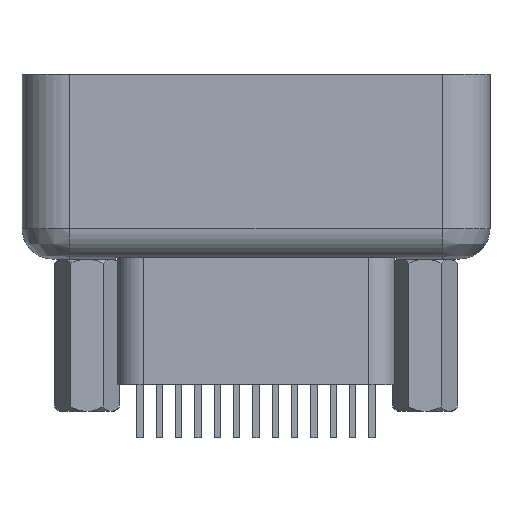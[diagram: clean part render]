
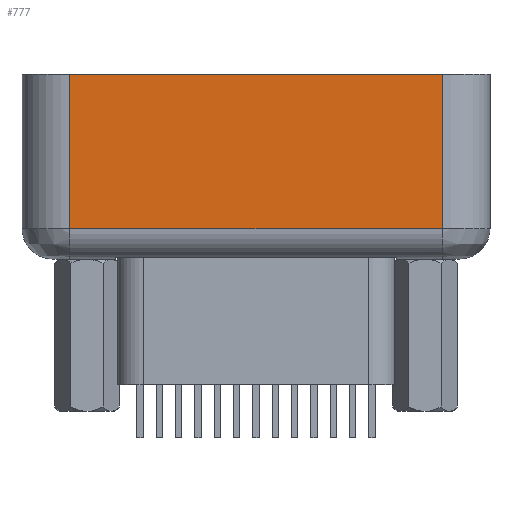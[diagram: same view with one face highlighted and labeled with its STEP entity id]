
A CAD part, left-side view. The second image highlights one B-rep face of the part: STEP entity #777.
In plain terms, the highlighted planar face has unit normal (-1, 0, 0).
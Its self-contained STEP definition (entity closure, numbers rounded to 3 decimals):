
#173=CARTESIAN_POINT('',(-9.7,-18.35,18.0));
#174=VERTEX_POINT('',#173);
#182=CARTESIAN_POINT('',(-9.7,18.35,18.0));
#183=VERTEX_POINT('',#182);
#184=CARTESIAN_POINT('',(-9.7,-18.35,18.0));
#185=DIRECTION('',(0.0,1.0,0.0));
#186=VECTOR('',#185,36.7);
#187=LINE('',#184,#186);
#188=EDGE_CURVE('',#174,#183,#187,.T.);
#735=CARTESIAN_POINT('',(-9.7,18.35,33.2));
#736=VERTEX_POINT('',#735);
#737=CARTESIAN_POINT('',(-9.7,18.35,18.0));
#738=DIRECTION('',(0.0,0.0,1.0));
#739=VECTOR('',#738,15.2);
#740=LINE('',#737,#739);
#741=EDGE_CURVE('',#183,#736,#740,.T.);
#754=CARTESIAN_POINT('',(-9.7,18.35,15.0));
#755=DIRECTION('',(-1.0,0.0,0.0));
#756=DIRECTION('',(0.0,-1.0,0.0));
#757=AXIS2_PLACEMENT_3D('',#754,#755,#756);
#758=PLANE('',#757);
#759=ORIENTED_EDGE('',*,*,#188,.F.);
#760=CARTESIAN_POINT('',(-9.7,-18.35,33.2));
#761=VERTEX_POINT('',#760);
#762=CARTESIAN_POINT('',(-9.7,-18.35,18.0));
#763=DIRECTION('',(0.0,0.0,1.0));
#764=VECTOR('',#763,15.2);
#765=LINE('',#762,#764);
#766=EDGE_CURVE('',#174,#761,#765,.T.);
#767=ORIENTED_EDGE('',*,*,#766,.T.);
#768=CARTESIAN_POINT('',(-9.7,18.35,33.2));
#769=DIRECTION('',(0.0,-1.0,0.0));
#770=VECTOR('',#769,36.7);
#771=LINE('',#768,#770);
#772=EDGE_CURVE('',#736,#761,#771,.T.);
#773=ORIENTED_EDGE('',*,*,#772,.F.);
#774=ORIENTED_EDGE('',*,*,#741,.F.);
#775=EDGE_LOOP('',(#759,#767,#773,#774));
#776=FACE_OUTER_BOUND('',#775,.T.);
#777=ADVANCED_FACE('',(#776),#758,.T.);
